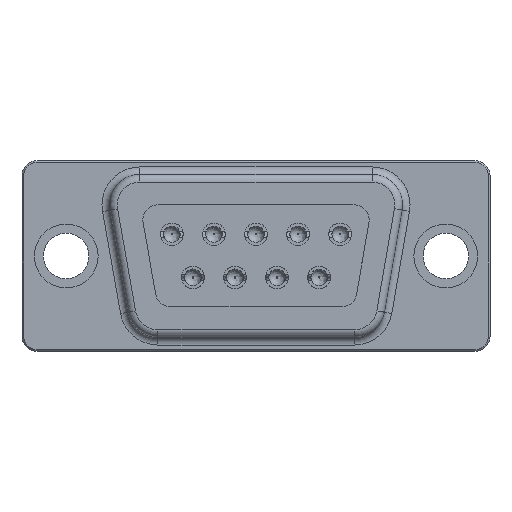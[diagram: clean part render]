
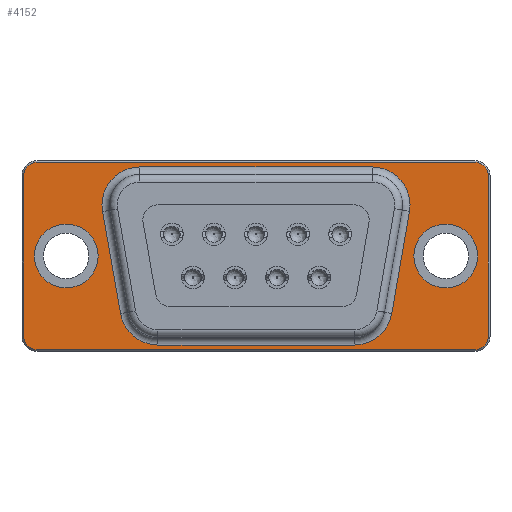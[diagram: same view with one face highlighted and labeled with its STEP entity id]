
A CAD part, top view. The second image highlights one B-rep face of the part: STEP entity #4152.
In plain terms, the highlighted planar face has unit normal (0, 0, 1).
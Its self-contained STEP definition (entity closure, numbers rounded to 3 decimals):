
#54=FACE_BOUND('',#1410,.T.);
#55=FACE_BOUND('',#1411,.T.);
#56=FACE_BOUND('',#1412,.T.);
#149=PLANE('',#4600);
#461=LINE('',#7756,#752);
#463=LINE('',#7768,#754);
#465=LINE('',#7778,#756);
#466=LINE('',#7784,#757);
#470=LINE('',#7794,#761);
#471=LINE('',#7798,#762);
#472=LINE('',#7802,#763);
#473=LINE('',#7806,#764);
#752=VECTOR('',#5591,10.);
#754=VECTOR('',#5605,10.);
#756=VECTOR('',#5619,10.);
#757=VECTOR('',#5628,10.);
#761=VECTOR('',#5640,10.);
#762=VECTOR('',#5643,10.);
#763=VECTOR('',#5646,10.);
#764=VECTOR('',#5649,10.);
#1134=FACE_OUTER_BOUND('',#1409,.T.);
#1409=EDGE_LOOP('',(#3555,#3556,#3557,#3558,#3559,#3560,#3561,#3562));
#1410=EDGE_LOOP('',(#3563));
#1411=EDGE_LOOP('',(#3564));
#1412=EDGE_LOOP('',(#3565,#3566,#3567,#3568,#3569,#3570,#3571,#3572));
#1587=CIRCLE('',#4413,2.1);
#1589=CIRCLE('',#4417,2.1);
#1645=CIRCLE('',#4578,2.5);
#1648=CIRCLE('',#4583,2.5);
#1652=CIRCLE('',#4589,2.5);
#1656=CIRCLE('',#4595,2.5);
#1657=CIRCLE('',#4601,0.9);
#1658=CIRCLE('',#4602,0.9);
#1659=CIRCLE('',#4603,0.9);
#1660=CIRCLE('',#4604,0.9);
#1870=VERTEX_POINT('',#6971);
#1872=VERTEX_POINT('',#6978);
#1991=VERTEX_POINT('',#7747);
#1992=VERTEX_POINT('',#7749);
#1994=VERTEX_POINT('',#7754);
#1996=VERTEX_POINT('',#7760);
#1998=VERTEX_POINT('',#7766);
#1999=VERTEX_POINT('',#7771);
#2000=VERTEX_POINT('',#7776);
#2001=VERTEX_POINT('',#7780);
#2002=VERTEX_POINT('',#7792);
#2003=VERTEX_POINT('',#7793);
#2004=VERTEX_POINT('',#7795);
#2005=VERTEX_POINT('',#7797);
#2006=VERTEX_POINT('',#7799);
#2007=VERTEX_POINT('',#7801);
#2008=VERTEX_POINT('',#7803);
#2009=VERTEX_POINT('',#7805);
#2284=EDGE_CURVE('',#1870,#1870,#1587,.T.);
#2287=EDGE_CURVE('',#1872,#1872,#1589,.T.);
#2509=EDGE_CURVE('',#1992,#1991,#1645,.T.);
#2511=EDGE_CURVE('',#1994,#1992,#461,.T.);
#2514=EDGE_CURVE('',#1996,#1994,#1648,.T.);
#2517=EDGE_CURVE('',#1998,#1996,#463,.T.);
#2520=EDGE_CURVE('',#1999,#1998,#1652,.T.);
#2523=EDGE_CURVE('',#2000,#1999,#465,.T.);
#2525=EDGE_CURVE('',#2001,#2000,#1656,.T.);
#2526=EDGE_CURVE('',#1991,#2001,#466,.T.);
#2530=EDGE_CURVE('',#2002,#2003,#470,.T.);
#2531=EDGE_CURVE('',#2003,#2004,#1657,.T.);
#2532=EDGE_CURVE('',#2004,#2005,#471,.T.);
#2533=EDGE_CURVE('',#2005,#2006,#1658,.T.);
#2534=EDGE_CURVE('',#2006,#2007,#472,.T.);
#2535=EDGE_CURVE('',#2007,#2008,#1659,.T.);
#2536=EDGE_CURVE('',#2008,#2009,#473,.T.);
#2537=EDGE_CURVE('',#2009,#2002,#1660,.T.);
#3555=ORIENTED_EDGE('',*,*,#2530,.T.);
#3556=ORIENTED_EDGE('',*,*,#2531,.T.);
#3557=ORIENTED_EDGE('',*,*,#2532,.T.);
#3558=ORIENTED_EDGE('',*,*,#2533,.T.);
#3559=ORIENTED_EDGE('',*,*,#2534,.T.);
#3560=ORIENTED_EDGE('',*,*,#2535,.T.);
#3561=ORIENTED_EDGE('',*,*,#2536,.T.);
#3562=ORIENTED_EDGE('',*,*,#2537,.T.);
#3563=ORIENTED_EDGE('',*,*,#2284,.T.);
#3564=ORIENTED_EDGE('',*,*,#2287,.T.);
#3565=ORIENTED_EDGE('',*,*,#2509,.F.);
#3566=ORIENTED_EDGE('',*,*,#2511,.F.);
#3567=ORIENTED_EDGE('',*,*,#2514,.F.);
#3568=ORIENTED_EDGE('',*,*,#2517,.F.);
#3569=ORIENTED_EDGE('',*,*,#2520,.F.);
#3570=ORIENTED_EDGE('',*,*,#2523,.F.);
#3571=ORIENTED_EDGE('',*,*,#2525,.F.);
#3572=ORIENTED_EDGE('',*,*,#2526,.F.);
#4152=ADVANCED_FACE('',(#1134,#54,#55,#56),#149,.T.);
#4413=AXIS2_PLACEMENT_3D('',#6973,#5124,#5125);
#4417=AXIS2_PLACEMENT_3D('',#6980,#5133,#5134);
#4578=AXIS2_PLACEMENT_3D('',#7751,#5585,#5586);
#4583=AXIS2_PLACEMENT_3D('',#7762,#5597,#5598);
#4589=AXIS2_PLACEMENT_3D('',#7773,#5611,#5612);
#4595=AXIS2_PLACEMENT_3D('',#7782,#5624,#5625);
#4600=AXIS2_PLACEMENT_3D('',#7791,#5638,#5639);
#4601=AXIS2_PLACEMENT_3D('',#7796,#5641,#5642);
#4602=AXIS2_PLACEMENT_3D('',#7800,#5644,#5645);
#4603=AXIS2_PLACEMENT_3D('',#7804,#5647,#5648);
#4604=AXIS2_PLACEMENT_3D('',#7807,#5650,#5651);
#5124=DIRECTION('center_axis',(0.,0.,-1.));
#5125=DIRECTION('ref_axis',(-1.,0.,0.));
#5133=DIRECTION('center_axis',(0.,0.,-1.));
#5134=DIRECTION('ref_axis',(-1.,0.,0.));
#5585=DIRECTION('center_axis',(0.,0.,1.));
#5586=DIRECTION('ref_axis',(0.765,0.644,0.));
#5591=DIRECTION('',(0.171,0.985,0.));
#5597=DIRECTION('center_axis',(0.,0.,1.));
#5598=DIRECTION('ref_axis',(0.644,-0.765,0.));
#5605=DIRECTION('',(1.,0.,0.));
#5611=DIRECTION('center_axis',(0.,0.,1.));
#5612=DIRECTION('ref_axis',(-0.643,-0.766,0.));
#5619=DIRECTION('',(0.174,-0.985,0.));
#5624=DIRECTION('center_axis',(0.,0.,1.));
#5625=DIRECTION('ref_axis',(-0.766,0.643,0.));
#5628=DIRECTION('',(-1.,0.,0.));
#5638=DIRECTION('center_axis',(0.,0.,1.));
#5639=DIRECTION('ref_axis',(1.,0.,0.));
#5640=DIRECTION('',(-1.,0.,0.));
#5641=DIRECTION('center_axis',(0.,0.,1.));
#5642=DIRECTION('ref_axis',(-0.707,0.707,0.));
#5643=DIRECTION('',(0.,-1.,0.));
#5644=DIRECTION('center_axis',(0.,0.,1.));
#5645=DIRECTION('ref_axis',(-0.707,-0.707,0.));
#5646=DIRECTION('',(1.,0.,0.));
#5647=DIRECTION('center_axis',(0.,0.,1.));
#5648=DIRECTION('ref_axis',(0.707,-0.707,0.));
#5649=DIRECTION('',(0.,1.,0.));
#5650=DIRECTION('center_axis',(0.,0.,1.));
#5651=DIRECTION('ref_axis',(0.707,0.707,0.));
#6971=CARTESIAN_POINT('',(-10.395,0.,0.8));
#6973=CARTESIAN_POINT('Origin',(-12.495,0.,0.8));
#6978=CARTESIAN_POINT('',(14.595,0.,0.8));
#6980=CARTESIAN_POINT('Origin',(12.495,0.,0.8));
#7747=CARTESIAN_POINT('',(7.64,5.86,0.8));
#7749=CARTESIAN_POINT('',(10.103,2.933,0.8));
#7751=CARTESIAN_POINT('Origin',(7.64,3.36,0.8));
#7754=CARTESIAN_POINT('',(8.94,-3.787,0.8));
#7756=CARTESIAN_POINT('',(8.984,-3.529,0.8));
#7760=CARTESIAN_POINT('',(6.476,-5.86,0.8));
#7762=CARTESIAN_POINT('Origin',(6.476,-3.36,0.8));
#7766=CARTESIAN_POINT('',(-6.455,-5.86,0.8));
#7768=CARTESIAN_POINT('',(-4.067,-5.86,0.8));
#7771=CARTESIAN_POINT('',(-8.917,-3.794,0.8));
#7773=CARTESIAN_POINT('Origin',(-6.455,-3.36,0.8));
#7776=CARTESIAN_POINT('',(-10.102,2.926,0.8));
#7778=CARTESIAN_POINT('',(-9.7,0.643,0.8));
#7780=CARTESIAN_POINT('',(-7.64,5.86,0.8));
#7782=CARTESIAN_POINT('Origin',(-7.64,3.36,0.8));
#7784=CARTESIAN_POINT('',(3.82,5.86,0.8));
#7791=CARTESIAN_POINT('Origin',(0.,0.,
0.8));
#7792=CARTESIAN_POINT('',(14.405,6.175,0.8));
#7793=CARTESIAN_POINT('',(-14.405,6.175,0.8));
#7794=CARTESIAN_POINT('',(7.703,6.175,0.8));
#7795=CARTESIAN_POINT('',(-15.305,5.275,0.8));
#7796=CARTESIAN_POINT('Origin',(-14.405,5.275,0.8));
#7797=CARTESIAN_POINT('',(-15.305,-5.275,0.8));
#7798=CARTESIAN_POINT('',(-15.305,3.138,0.8));
#7799=CARTESIAN_POINT('',(-14.405,-6.175,0.8));
#7800=CARTESIAN_POINT('Origin',(-14.405,-5.275,0.8));
#7801=CARTESIAN_POINT('',(14.405,-6.175,0.8));
#7802=CARTESIAN_POINT('',(-7.703,-6.175,0.8));
#7803=CARTESIAN_POINT('',(15.305,-5.275,0.8));
#7804=CARTESIAN_POINT('Origin',(14.405,-5.275,0.8));
#7805=CARTESIAN_POINT('',(15.305,5.275,0.8));
#7806=CARTESIAN_POINT('',(15.305,-3.138,0.8));
#7807=CARTESIAN_POINT('Origin',(14.405,5.275,0.8));
